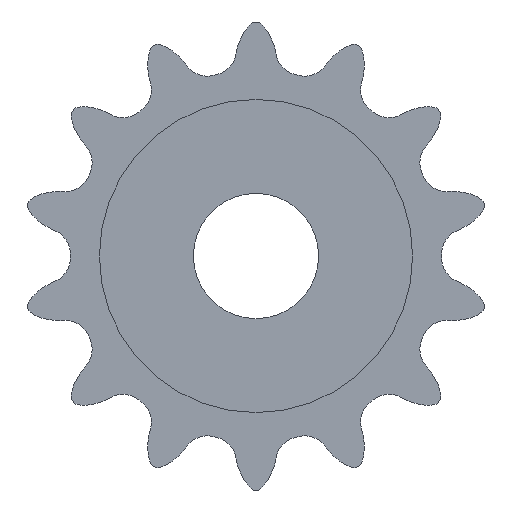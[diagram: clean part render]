
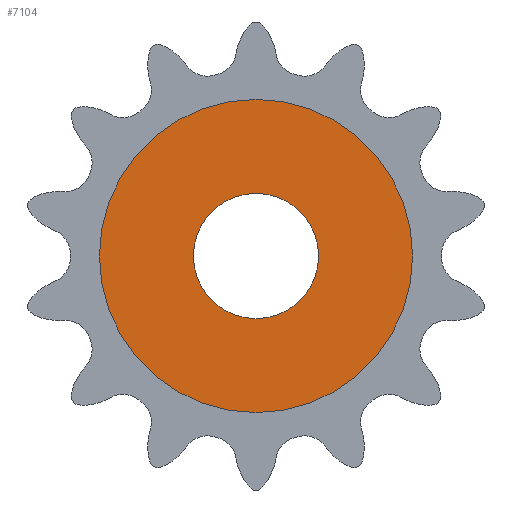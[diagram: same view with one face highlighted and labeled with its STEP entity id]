
A CAD part, front view. The second image highlights one B-rep face of the part: STEP entity #7104.
In plain terms, the highlighted planar face has unit normal (0, -1, 0).
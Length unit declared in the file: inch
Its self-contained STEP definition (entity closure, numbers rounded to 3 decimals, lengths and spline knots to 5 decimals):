
#138=CARTESIAN_POINT('',(0.0,0.0,-0.625));
#139=VERTEX_POINT('',#138);
#155=CARTESIAN_POINT('',(0.,0.,0.625));
#156=VERTEX_POINT('',#155);
#163=CARTESIAN_POINT('',(0.0,0.0,0.0));
#164=DIRECTION('',(0.0,-1.0,0.0));
#165=DIRECTION('',(0.0,0.0,-1.0));
#166=AXIS2_PLACEMENT_3D('',#163,#164,#165);
#167=CIRCLE('',#166,0.625);
#168=EDGE_CURVE('',#139,#156,#167,.T.);
#3706=CARTESIAN_POINT('',(0.,0.,-0.25));
#3707=VERTEX_POINT('',#3706);
#3716=CARTESIAN_POINT('',(0.,0.0,0.25));
#3717=VERTEX_POINT('',#3716);
#3718=CARTESIAN_POINT('',(0.0,0.0,0.0));
#3719=DIRECTION('',(0.0,1.0,0.0));
#3720=DIRECTION('',(0.0,0.0,-1.0));
#3721=AXIS2_PLACEMENT_3D('',#3718,#3719,#3720);
#3722=CIRCLE('',#3721,0.25);
#3723=EDGE_CURVE('',#3717,#3707,#3722,.T.);
#3757=CARTESIAN_POINT('',(0.0,0.0,0.0));
#3758=DIRECTION('',(0.0,1.0,0.0));
#3759=DIRECTION('',(0.0,0.0,-1.0));
#3760=AXIS2_PLACEMENT_3D('',#3757,#3758,#3759);
#3761=CIRCLE('',#3760,0.25);
#3762=EDGE_CURVE('',#3707,#3717,#3761,.T.);
#7079=CARTESIAN_POINT('',(0.0,0.0,0.0));
#7080=DIRECTION('',(0.0,-1.0,0.0));
#7081=DIRECTION('',(0.0,0.0,-1.0));
#7082=AXIS2_PLACEMENT_3D('',#7079,#7080,#7081);
#7083=CIRCLE('',#7082,0.625);
#7084=EDGE_CURVE('',#156,#139,#7083,.T.);
#7091=CARTESIAN_POINT('',(0.0,0.0,0.0));
#7092=DIRECTION('',(0.0,-1.0,0.0));
#7093=DIRECTION('',(0.0,0.0,-1.0));
#7094=AXIS2_PLACEMENT_3D('',#7091,#7092,#7093);
#7095=PLANE('',#7094);
#7096=ORIENTED_EDGE('',*,*,#168,.T.);
#7097=ORIENTED_EDGE('',*,*,#7084,.T.);
#7098=EDGE_LOOP('',(#7096,#7097));
#7099=FACE_OUTER_BOUND('',#7098,.T.);
#7100=ORIENTED_EDGE('',*,*,#3723,.T.);
#7101=ORIENTED_EDGE('',*,*,#3762,.T.);
#7102=EDGE_LOOP('',(#7100,#7101));
#7103=FACE_BOUND('',#7102,.T.);
#7104=ADVANCED_FACE('',(#7099,#7103),#7095,.T.);
